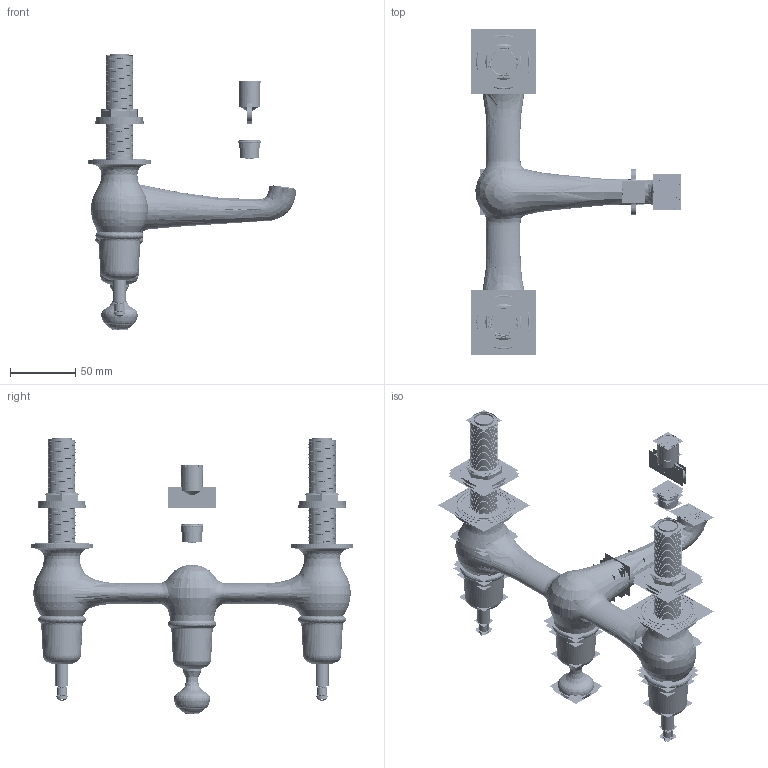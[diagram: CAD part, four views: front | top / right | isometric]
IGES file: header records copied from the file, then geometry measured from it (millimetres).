
Start section:  PTC IGES file: sl2136-2_asm.igs
Global section: file name: sl2136-2_asm.igs; native system: Pro/ENGINEER by Parametric Technology Corporation; preprocessor: 2010280; author: Administrator; organization: Unknown; date: 20140906.134132; units: millimetre
Bounding box: 161.48 x 249.92 x 212.14 mm (x, y, z)
Volume: 290996.4 mm3; surface area: 1704958.3 mm2
Topology: 45 solids, 45 shells, 6334 faces, 32125 edges, 40318 vertices
Faces by surface type: bspline 3474, revolution 2794, extrusion 66
